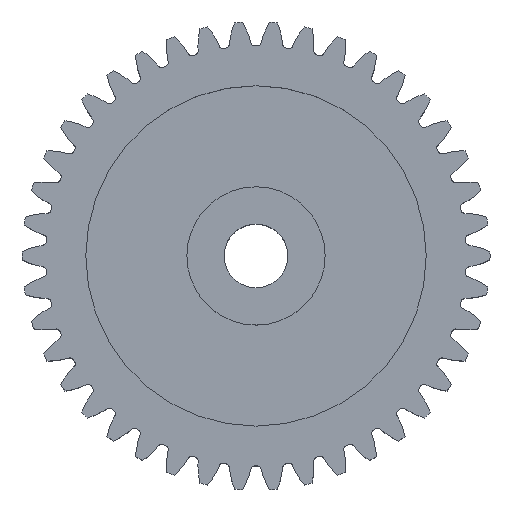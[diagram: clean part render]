
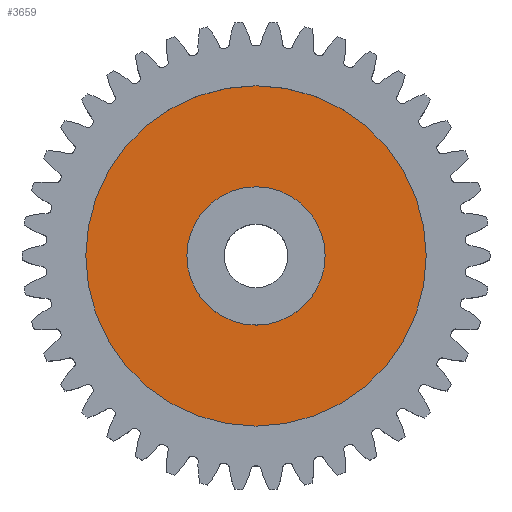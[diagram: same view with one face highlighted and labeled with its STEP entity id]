
A CAD part, top view. The second image highlights one B-rep face of the part: STEP entity #3659.
In plain terms, the highlighted planar face has unit normal (0, 0, 1).
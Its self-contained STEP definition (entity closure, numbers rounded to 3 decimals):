
#89 = VERTEX_POINT ( 'NONE', #3972 ) ;
#96 = VERTEX_POINT ( 'NONE', #4036 ) ;
#97 = EDGE_CURVE ( 'NONE', #96, #108, #3976, .T. ) ;
#108 = VERTEX_POINT ( 'NONE', #3898 ) ;
#140 = VERTEX_POINT ( 'NONE', #4048 ) ;
#142 = EDGE_CURVE ( 'NONE', #89, #140, #3961, .T. ) ;
#3656 = EDGE_LOOP ( 'NONE', ( #3695, #3782 ) ) ;
#3657 = EDGE_CURVE ( 'NONE', #140, #89, #9792, .T. ) ;
#3659 = ADVANCED_FACE ( 'NONE', ( #9827, #9830 ), #9837, .F. ) ;
#3695 = ORIENTED_EDGE ( 'NONE', *, *, #97, .T. ) ;
#3712 = EDGE_CURVE ( 'NONE', #108, #96, #10013, .T. ) ;
#3771 = ORIENTED_EDGE ( 'NONE', *, *, #3657, .F. ) ;
#3772 = ORIENTED_EDGE ( 'NONE', *, *, #142, .F. ) ;
#3782 = ORIENTED_EDGE ( 'NONE', *, *, #3712, .T. ) ;
#3783 = EDGE_LOOP ( 'NONE', ( #3771, #3772 ) ) ;
#3895 = AXIS2_PLACEMENT_3D ( 'NONE', #3902, #3901, #3900 ) ;
#3898 = CARTESIAN_POINT ( 'NONE',  ( 13., 0., 10.5 ) ) ;
#3900 = DIRECTION ( 'NONE',  ( -1., 0., 0. ) ) ;
#3901 = DIRECTION ( 'NONE',  ( 0., 0., -1. ) ) ;
#3902 = CARTESIAN_POINT ( 'NONE',  ( 0., 0., 10.5 ) ) ;
#3961 = CIRCLE ( 'NONE', #4049, 32. ) ;
#3972 = CARTESIAN_POINT ( 'NONE',  ( 32., 0., 10.5 ) ) ;
#3976 = CIRCLE ( 'NONE', #3895, 13. ) ;
#4009 = DIRECTION ( 'NONE',  ( -1., 0., 0. ) ) ;
#4010 = DIRECTION ( 'NONE',  ( 0., 0., -1. ) ) ;
#4011 = CARTESIAN_POINT ( 'NONE',  ( 0., 0., 10.5 ) ) ;
#4036 = CARTESIAN_POINT ( 'NONE',  ( -13., 0., 10.5 ) ) ;
#4048 = CARTESIAN_POINT ( 'NONE',  ( -32., 0., 10.5 ) ) ;
#4049 = AXIS2_PLACEMENT_3D ( 'NONE', #4011, #4010, #4009 ) ;
#9761 = DIRECTION ( 'NONE',  ( -1., 0., 0. ) ) ;
#9762 = DIRECTION ( 'NONE',  ( 0., 0., -1. ) ) ;
#9792 = CIRCLE ( 'NONE', #9824, 32. ) ;
#9822 = DIRECTION ( 'NONE',  ( -1., 0., 0. ) ) ;
#9823 = DIRECTION ( 'NONE',  ( 0., 0., -1. ) ) ;
#9824 = AXIS2_PLACEMENT_3D ( 'NONE', #9835, #9823, #9822 ) ;
#9825 = CARTESIAN_POINT ( 'NONE',  ( 0., 0., 10.5 ) ) ;
#9827 = FACE_BOUND ( 'NONE', #3656, .T. ) ;
#9830 = FACE_OUTER_BOUND ( 'NONE', #3783, .T. ) ;
#9833 = AXIS2_PLACEMENT_3D ( 'NONE', #9825, #9762, #9761 ) ;
#9835 = CARTESIAN_POINT ( 'NONE',  ( 0., 0., 10.5 ) ) ;
#9837 = PLANE ( 'NONE',  #9833 ) ;
#10002 = DIRECTION ( 'NONE',  ( -1., 0., 0. ) ) ;
#10003 = DIRECTION ( 'NONE',  ( 0., 0., -1. ) ) ;
#10004 = AXIS2_PLACEMENT_3D ( 'NONE', #10008, #10003, #10002 ) ;
#10008 = CARTESIAN_POINT ( 'NONE',  ( 0., 0., 10.5 ) ) ;
#10013 = CIRCLE ( 'NONE', #10004, 13. ) ;
